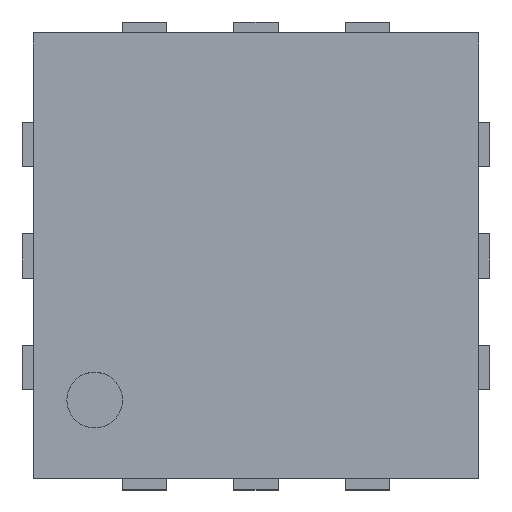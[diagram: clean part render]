
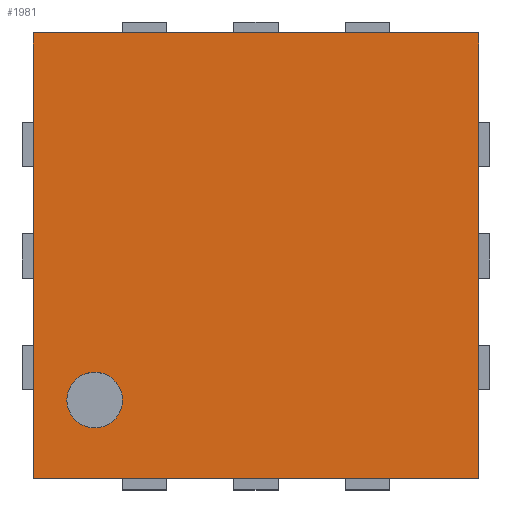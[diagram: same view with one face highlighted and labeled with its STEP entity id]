
A CAD part, top view. The second image highlights one B-rep face of the part: STEP entity #1981.
In plain terms, the highlighted planar face has unit normal (0, 0, 1).
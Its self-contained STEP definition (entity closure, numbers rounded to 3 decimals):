
#63=FACE_BOUND('',#408,.T.);
#158=CIRCLE('',#2299,0.125);
#293=FACE_OUTER_BOUND('',#407,.T.);
#407=EDGE_LOOP('',(#1769,#1770,#1771,#1772));
#408=EDGE_LOOP('',(#1773));
#614=LINE('',#3432,#829);
#617=LINE('',#3438,#832);
#620=LINE('',#3444,#835);
#623=LINE('',#3448,#838);
#829=VECTOR('',#2852,10.);
#832=VECTOR('',#2857,10.);
#835=VECTOR('',#2862,10.);
#838=VECTOR('',#2867,10.);
#999=VERTEX_POINT('',#3419);
#1003=VERTEX_POINT('',#3429);
#1004=VERTEX_POINT('',#3431);
#1006=VERTEX_POINT('',#3437);
#1008=VERTEX_POINT('',#3443);
#1249=EDGE_CURVE('',#999,#999,#158,.T.);
#1254=EDGE_CURVE('',#1004,#1003,#614,.T.);
#1257=EDGE_CURVE('',#1006,#1004,#617,.T.);
#1260=EDGE_CURVE('',#1008,#1006,#620,.T.);
#1263=EDGE_CURVE('',#1003,#1008,#623,.T.);
#1769=ORIENTED_EDGE('',*,*,#1263,.T.);
#1770=ORIENTED_EDGE('',*,*,#1260,.T.);
#1771=ORIENTED_EDGE('',*,*,#1257,.T.);
#1772=ORIENTED_EDGE('',*,*,#1254,.T.);
#1773=ORIENTED_EDGE('',*,*,#1249,.T.);
#1867=PLANE('',#2307);
#1981=ADVANCED_FACE('',(#293,#63),#1867,.T.);
#2299=AXIS2_PLACEMENT_3D('',#3420,#2841,#2842);
#2307=AXIS2_PLACEMENT_3D('',#3450,#2870,#2871);
#2841=DIRECTION('center_axis',(0.,0.,-1.));
#2842=DIRECTION('ref_axis',(-1.,0.,0.));
#2852=DIRECTION('',(0.,1.,0.));
#2857=DIRECTION('',(1.,0.,0.));
#2862=DIRECTION('',(0.,-1.,0.));
#2867=DIRECTION('',(-1.,0.,0.));
#2870=DIRECTION('center_axis',(0.,0.,1.));
#2871=DIRECTION('ref_axis',(1.,0.,0.));
#3419=CARTESIAN_POINT('',(-0.599,-0.648,0.6));
#3420=CARTESIAN_POINT('Origin',(-0.724,-0.648,0.6));
#3429=CARTESIAN_POINT('',(1.,1.,0.6));
#3431=CARTESIAN_POINT('',(1.,-1.,0.6));
#3432=CARTESIAN_POINT('',(1.,-1.,0.6));
#3437=CARTESIAN_POINT('',(-1.,-1.,0.6));
#3438=CARTESIAN_POINT('',(-1.,-1.,0.6));
#3443=CARTESIAN_POINT('',(-1.,1.,0.6));
#3444=CARTESIAN_POINT('',(-1.,1.,0.6));
#3448=CARTESIAN_POINT('',(1.,1.,0.6));
#3450=CARTESIAN_POINT('Origin',(0.,0.,0.6));
